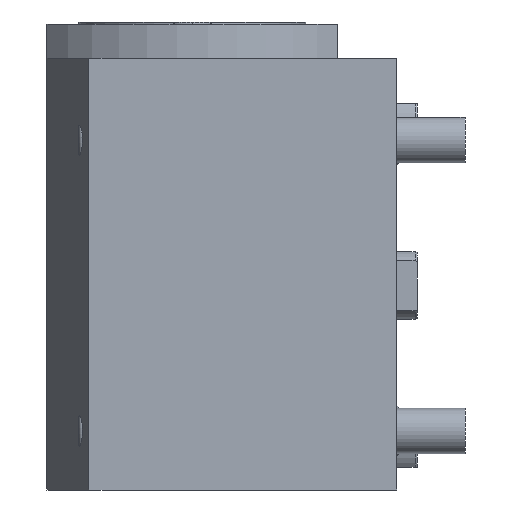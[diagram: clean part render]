
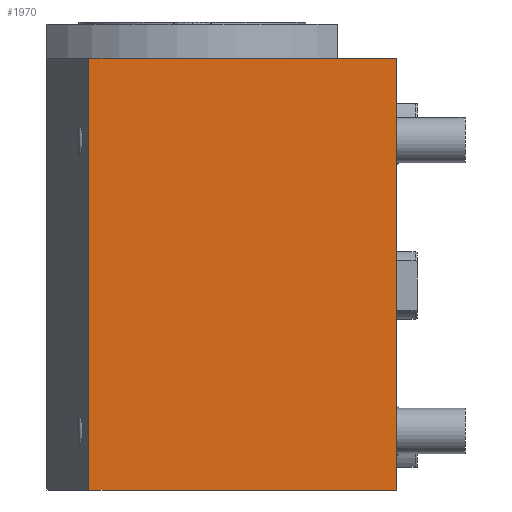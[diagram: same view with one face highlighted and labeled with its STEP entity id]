
A CAD part, front view. The second image highlights one B-rep face of the part: STEP entity #1970.
In plain terms, the highlighted planar face has unit normal (0, -1, 0).
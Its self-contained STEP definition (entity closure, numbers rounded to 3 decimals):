
#21=DIRECTION('',(1.,0.,0.));
#22=VECTOR('',#21,67.762);
#23=CARTESIAN_POINT('',(-67.762,-42.5,-45.));
#24=LINE('',#23,#22);
#25=DIRECTION('',(0.,0.,1.));
#26=VECTOR('',#25,95.);
#27=CARTESIAN_POINT('',(0.,-42.5,-45.));
#28=LINE('',#27,#26);
#161=DIRECTION('',(0.,0.,1.));
#162=VECTOR('',#161,95.);
#163=CARTESIAN_POINT('',(-67.762,-42.5,-45.));
#164=LINE('',#163,#162);
#462=DIRECTION('',(1.,0.,0.));
#463=VECTOR('',#462,67.762);
#464=CARTESIAN_POINT('',(-67.762,-42.5,50.));
#465=LINE('',#464,#463);
#1517=CARTESIAN_POINT('',(0.,-42.5,-45.));
#1519=VERTEX_POINT('',#1517);
#1527=CARTESIAN_POINT('',(-67.762,-42.5,-45.));
#1528=VERTEX_POINT('',#1527);
#1529=CARTESIAN_POINT('',(0.,-42.5,50.));
#1531=VERTEX_POINT('',#1529);
#1538=CARTESIAN_POINT('',(-67.762,-42.5,50.));
#1540=VERTEX_POINT('',#1538);
#1957=CARTESIAN_POINT('',(-67.762,-42.5,-45.));
#1958=DIRECTION('',(0.,-1.,0.));
#1959=DIRECTION('',(1.,0.,0.));
#1960=AXIS2_PLACEMENT_3D('',#1957,#1958,#1959);
#1961=PLANE('',#1960);
#1962=ORIENTED_EDGE('',*,*,#1861,.F.);
#1964=ORIENTED_EDGE('',*,*,#1963,.T.);
#1966=ORIENTED_EDGE('',*,*,#1965,.T.);
#1967=ORIENTED_EDGE('',*,*,#1872,.F.);
#1968=EDGE_LOOP('',(#1962,#1964,#1966,#1967));
#1969=FACE_OUTER_BOUND('',#1968,.F.);
#1970=ADVANCED_FACE('',(#1969),#1961,.T.);
#1861=EDGE_CURVE('',#1528,#1519,#24,.T.);
#1872=EDGE_CURVE('',#1519,#1531,#28,.T.);
#1963=EDGE_CURVE('',#1528,#1540,#164,.T.);
#1965=EDGE_CURVE('',#1540,#1531,#465,.T.);
